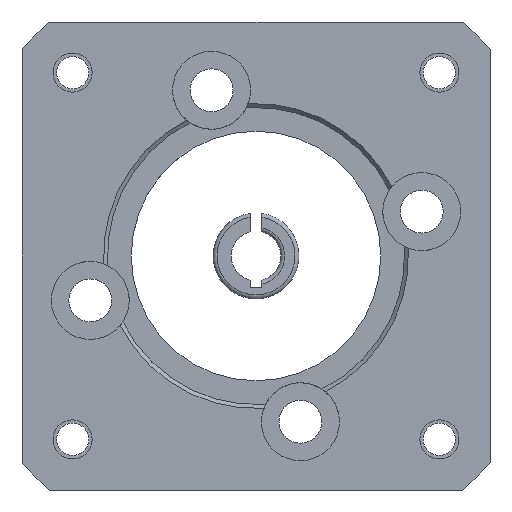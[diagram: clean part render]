
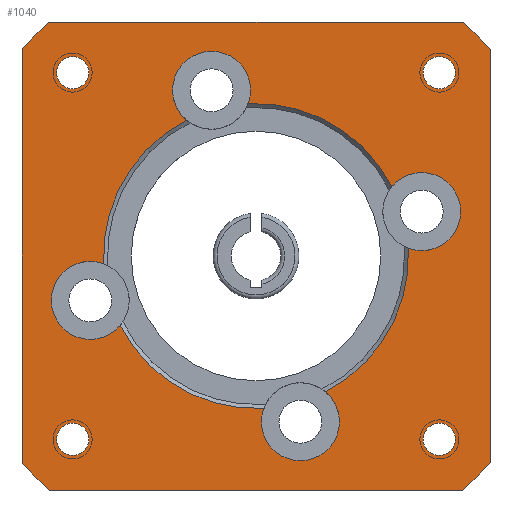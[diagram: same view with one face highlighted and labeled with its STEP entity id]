
A CAD part, left-side view. The second image highlights one B-rep face of the part: STEP entity #1040.
In plain terms, the highlighted face is planar.
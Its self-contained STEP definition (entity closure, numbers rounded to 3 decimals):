
#1=CARTESIAN_POINT('',(0.,0.,0.));
#2=DIRECTION('',(0.,0.,1.));
#3=DIRECTION('',(0.75,0.661,0.));
#4=AXIS2_PLACEMENT_3D('',#1,#2,#3);
#6=DIRECTION('',(-1.,0.,0.));
#7=VECTOR('',#6,52.915);
#8=CARTESIAN_POINT('',(26.458,30.,0.));
#9=LINE('',#8,#7);
#10=CARTESIAN_POINT('',(0.,0.,0.));
#11=DIRECTION('',(0.,0.,1.));
#12=DIRECTION('',(-0.661,0.75,0.));
#13=AXIS2_PLACEMENT_3D('',#10,#11,#12);
#15=DIRECTION('',(0.,-1.,0.));
#16=VECTOR('',#15,52.915);
#17=CARTESIAN_POINT('',(-30.,26.458,0.));
#18=LINE('',#17,#16);
#19=CARTESIAN_POINT('',(0.,0.,0.));
#20=DIRECTION('',(0.,0.,1.));
#21=DIRECTION('',(-0.75,-0.661,0.));
#22=AXIS2_PLACEMENT_3D('',#19,#20,#21);
#24=DIRECTION('',(1.,0.,0.));
#25=VECTOR('',#24,52.915);
#26=CARTESIAN_POINT('',(-26.458,-30.,0.));
#27=LINE('',#26,#25);
#28=CARTESIAN_POINT('',(0.,0.,0.));
#29=DIRECTION('',(0.,0.,1.));
#30=DIRECTION('',(0.661,-0.75,0.));
#31=AXIS2_PLACEMENT_3D('',#28,#29,#30);
#33=DIRECTION('',(0.,1.,0.));
#34=VECTOR('',#33,52.915);
#35=CARTESIAN_POINT('',(30.,-26.458,0.));
#36=LINE('',#35,#34);
#37=CARTESIAN_POINT('',(21.25,-5.694,0.));
#38=DIRECTION('',(0.,0.,1.));
#39=DIRECTION('',(1.,0.,0.));
#40=AXIS2_PLACEMENT_3D('',#37,#38,#39);
#42=CARTESIAN_POINT('',(21.25,-5.694,0.));
#43=DIRECTION('',(0.,0.,1.));
#44=DIRECTION('',(-0.768,-0.64,0.));
#45=AXIS2_PLACEMENT_3D('',#42,#43,#44);
#47=CARTESIAN_POINT('',(-5.694,-21.25,0.));
#48=DIRECTION('',(0.,0.,1.));
#49=DIRECTION('',(1.,0.,0.));
#50=AXIS2_PLACEMENT_3D('',#47,#48,#49);
#52=CARTESIAN_POINT('',(-5.694,-21.25,0.));
#53=DIRECTION('',(0.,0.,1.));
#54=DIRECTION('',(-1.,0.,0.));
#55=AXIS2_PLACEMENT_3D('',#52,#53,#54);
#57=CARTESIAN_POINT('',(-5.694,-21.25,0.));
#58=DIRECTION('',(0.,0.,1.));
#59=DIRECTION('',(-0.64,0.768,0.));
#60=AXIS2_PLACEMENT_3D('',#57,#58,#59);
#62=CARTESIAN_POINT('',(-21.25,5.694,0.));
#63=DIRECTION('',(0.,0.,1.));
#64=DIRECTION('',(-1.,0.,0.));
#65=AXIS2_PLACEMENT_3D('',#62,#63,#64);
#67=CARTESIAN_POINT('',(-21.25,5.694,0.));
#68=DIRECTION('',(0.,0.,1.));
#69=DIRECTION('',(0.768,0.64,0.));
#70=AXIS2_PLACEMENT_3D('',#67,#68,#69);
#72=CARTESIAN_POINT('',(5.694,21.25,0.));
#73=DIRECTION('',(0.,0.,1.));
#74=DIRECTION('',(-1.,0.,0.));
#75=AXIS2_PLACEMENT_3D('',#72,#73,#74);
#77=CARTESIAN_POINT('',(5.694,21.25,0.));
#78=DIRECTION('',(0.,0.,1.));
#79=DIRECTION('',(1.,0.,0.));
#80=AXIS2_PLACEMENT_3D('',#77,#78,#79);
#82=CARTESIAN_POINT('',(5.694,21.25,0.));
#83=DIRECTION('',(0.,0.,1.));
#84=DIRECTION('',(0.64,-0.768,0.));
#85=AXIS2_PLACEMENT_3D('',#82,#83,#84);
#87=CARTESIAN_POINT('',(-23.511,-23.511,0.));
#88=DIRECTION('',(0.,0.,1.));
#89=DIRECTION('',(1.,0.,0.));
#90=AXIS2_PLACEMENT_3D('',#87,#88,#89);
#92=CARTESIAN_POINT('',(-23.511,-23.511,0.));
#93=DIRECTION('',(0.,0.,1.));
#94=DIRECTION('',(-1.,0.,0.));
#95=AXIS2_PLACEMENT_3D('',#92,#93,#94);
#97=CARTESIAN_POINT('',(-23.511,23.511,0.));
#98=DIRECTION('',(0.,0.,1.));
#99=DIRECTION('',(1.,0.,0.));
#100=AXIS2_PLACEMENT_3D('',#97,#98,#99);
#102=CARTESIAN_POINT('',(-23.511,23.511,0.));
#103=DIRECTION('',(0.,0.,1.));
#104=DIRECTION('',(-1.,0.,0.));
#105=AXIS2_PLACEMENT_3D('',#102,#103,#104);
#107=CARTESIAN_POINT('',(23.511,23.511,0.));
#108=DIRECTION('',(0.,0.,1.));
#109=DIRECTION('',(1.,0.,0.));
#110=AXIS2_PLACEMENT_3D('',#107,#108,#109);
#112=CARTESIAN_POINT('',(23.511,23.511,0.));
#113=DIRECTION('',(0.,0.,1.));
#114=DIRECTION('',(-1.,0.,0.));
#115=AXIS2_PLACEMENT_3D('',#112,#113,#114);
#117=CARTESIAN_POINT('',(23.511,-23.511,0.));
#118=DIRECTION('',(0.,0.,1.));
#119=DIRECTION('',(1.,0.,0.));
#120=AXIS2_PLACEMENT_3D('',#117,#118,#119);
#122=CARTESIAN_POINT('',(23.511,-23.511,0.));
#123=DIRECTION('',(0.,0.,1.));
#124=DIRECTION('',(-1.,0.,0.));
#125=AXIS2_PLACEMENT_3D('',#122,#123,#124);
#504=CARTESIAN_POINT('',(0.,0.,0.));
#505=DIRECTION('',(0.,0.,1.));
#506=DIRECTION('',(-0.999,0.051,0.));
#507=AXIS2_PLACEMENT_3D('',#504,#505,#506);
#528=CARTESIAN_POINT('',(0.,0.,0.));
#529=DIRECTION('',(0.,0.,1.));
#530=DIRECTION('',(0.051,0.999,0.));
#531=AXIS2_PLACEMENT_3D('',#528,#529,#530);
#552=CARTESIAN_POINT('',(0.,0.,0.));
#553=DIRECTION('',(0.,0.,1.));
#554=DIRECTION('',(0.999,-0.051,0.));
#555=AXIS2_PLACEMENT_3D('',#552,#553,#554);
#588=CARTESIAN_POINT('',(0.,0.,0.));
#589=DIRECTION('',(0.,0.,1.));
#590=DIRECTION('',(-0.051,-0.999,0.));
#591=AXIS2_PLACEMENT_3D('',#588,#589,#590);
#761=CARTESIAN_POINT('',(30.,26.458,0.));
#762=CARTESIAN_POINT('',(26.458,30.,0.));
#763=VERTEX_POINT('',#761);
#764=VERTEX_POINT('',#762);
#765=CARTESIAN_POINT('',(-26.458,30.,0.));
#766=CARTESIAN_POINT('',(-30.,26.458,0.));
#767=VERTEX_POINT('',#765);
#768=VERTEX_POINT('',#766);
#769=CARTESIAN_POINT('',(-30.,-26.458,0.));
#770=CARTESIAN_POINT('',(-26.458,-30.,0.));
#771=VERTEX_POINT('',#769);
#772=VERTEX_POINT('',#770);
#773=CARTESIAN_POINT('',(26.458,-30.,0.));
#774=CARTESIAN_POINT('',(30.,-26.458,0.));
#775=VERTEX_POINT('',#773);
#776=VERTEX_POINT('',#774);
#813=CARTESIAN_POINT('',(-0.694,-21.25,0.));
#814=VERTEX_POINT('',#813);
#815=CARTESIAN_POINT('',(-10.694,-21.25,0.));
#816=VERTEX_POINT('',#815);
#835=CARTESIAN_POINT('',(-26.25,5.694,0.));
#836=VERTEX_POINT('',#835);
#853=CARTESIAN_POINT('',(10.694,21.25,0.));
#854=VERTEX_POINT('',#853);
#855=CARTESIAN_POINT('',(0.694,21.25,0.));
#856=VERTEX_POINT('',#855);
#875=CARTESIAN_POINT('',(26.25,-5.694,0.));
#876=VERTEX_POINT('',#875);
#885=CARTESIAN_POINT('',(-21.437,-23.511,0.));
#886=CARTESIAN_POINT('',(-25.586,-23.511,0.));
#887=VERTEX_POINT('',#885);
#888=VERTEX_POINT('',#886);
#899=CARTESIAN_POINT('',(-17.409,8.895,0.));
#900=VERTEX_POINT('',#899);
#901=CARTESIAN_POINT('',(-19.524,1.001,0.));
#902=VERTEX_POINT('',#901);
#907=CARTESIAN_POINT('',(19.524,-1.001,0.));
#908=VERTEX_POINT('',#907);
#909=CARTESIAN_POINT('',(17.409,-8.895,0.));
#910=VERTEX_POINT('',#909);
#915=CARTESIAN_POINT('',(-1.001,-19.524,0.));
#916=VERTEX_POINT('',#915);
#919=CARTESIAN_POINT('',(1.001,19.524,0.));
#920=VERTEX_POINT('',#919);
#923=CARTESIAN_POINT('',(-8.895,-17.409,0.));
#924=VERTEX_POINT('',#923);
#927=CARTESIAN_POINT('',(8.895,17.409,0.));
#928=VERTEX_POINT('',#927);
#939=CARTESIAN_POINT('',(-21.437,23.511,0.));
#940=CARTESIAN_POINT('',(-25.586,23.511,0.));
#941=VERTEX_POINT('',#939);
#942=VERTEX_POINT('',#940);
#947=CARTESIAN_POINT('',(25.586,23.511,0.));
#948=CARTESIAN_POINT('',(21.437,23.511,0.));
#949=VERTEX_POINT('',#947);
#950=VERTEX_POINT('',#948);
#955=CARTESIAN_POINT('',(25.586,-23.511,0.));
#956=CARTESIAN_POINT('',(21.437,-23.511,0.));
#957=VERTEX_POINT('',#955);
#958=VERTEX_POINT('',#956);
#963=CARTESIAN_POINT('',(0.,0.,0.));
#964=DIRECTION('',(0.,0.,1.));
#965=DIRECTION('',(1.,0.,0.));
#966=AXIS2_PLACEMENT_3D('',#963,#964,#965);
#967=PLANE('',#966);
#969=ORIENTED_EDGE('',*,*,#968,.T.);
#971=ORIENTED_EDGE('',*,*,#970,.T.);
#973=ORIENTED_EDGE('',*,*,#972,.T.);
#975=ORIENTED_EDGE('',*,*,#974,.T.);
#977=ORIENTED_EDGE('',*,*,#976,.T.);
#979=ORIENTED_EDGE('',*,*,#978,.T.);
#981=ORIENTED_EDGE('',*,*,#980,.T.);
#983=ORIENTED_EDGE('',*,*,#982,.T.);
#984=EDGE_LOOP('',(#969,#971,#973,#975,#977,#979,#981,#983));
#985=FACE_OUTER_BOUND('',#984,.F.);
#987=ORIENTED_EDGE('',*,*,#986,.F.);
#989=ORIENTED_EDGE('',*,*,#988,.F.);
#991=ORIENTED_EDGE('',*,*,#990,.F.);
#993=ORIENTED_EDGE('',*,*,#992,.F.);
#995=ORIENTED_EDGE('',*,*,#994,.F.);
#997=ORIENTED_EDGE('',*,*,#996,.F.);
#999=ORIENTED_EDGE('',*,*,#998,.F.);
#1001=ORIENTED_EDGE('',*,*,#1000,.F.);
#1003=ORIENTED_EDGE('',*,*,#1002,.F.);
#1005=ORIENTED_EDGE('',*,*,#1004,.F.);
#1007=ORIENTED_EDGE('',*,*,#1006,.F.);
#1009=ORIENTED_EDGE('',*,*,#1008,.F.);
#1011=ORIENTED_EDGE('',*,*,#1010,.F.);
#1013=ORIENTED_EDGE('',*,*,#1012,.F.);
#1014=EDGE_LOOP('',(#987,#989,#991,#993,#995,#997,#999,#1001,#1003,#1005,#1007,
#1009,#1011,#1013));
#1015=FACE_BOUND('',#1014,.F.);
#1017=ORIENTED_EDGE('',*,*,#1016,.F.);
#1019=ORIENTED_EDGE('',*,*,#1018,.F.);
#1020=EDGE_LOOP('',(#1017,#1019));
#1021=FACE_BOUND('',#1020,.F.);
#1023=ORIENTED_EDGE('',*,*,#1022,.F.);
#1025=ORIENTED_EDGE('',*,*,#1024,.F.);
#1026=EDGE_LOOP('',(#1023,#1025));
#1027=FACE_BOUND('',#1026,.F.);
#1029=ORIENTED_EDGE('',*,*,#1028,.F.);
#1031=ORIENTED_EDGE('',*,*,#1030,.F.);
#1032=EDGE_LOOP('',(#1029,#1031));
#1033=FACE_BOUND('',#1032,.F.);
#1035=ORIENTED_EDGE('',*,*,#1034,.F.);
#1037=ORIENTED_EDGE('',*,*,#1036,.F.);
#1038=EDGE_LOOP('',(#1035,#1037));
#1039=FACE_BOUND('',#1038,.F.);
#1040=ADVANCED_FACE('',(#985,#1015,#1021,#1027,#1033,#1039),#967,.F.);
#5=CIRCLE('',#4,40.);
#14=CIRCLE('',#13,40.);
#23=CIRCLE('',#22,40.);
#32=CIRCLE('',#31,40.);
#41=CIRCLE('',#40,5.);
#46=CIRCLE('',#45,5.);
#51=CIRCLE('',#50,5.);
#56=CIRCLE('',#55,5.);
#61=CIRCLE('',#60,5.);
#66=CIRCLE('',#65,5.);
#71=CIRCLE('',#70,5.);
#76=CIRCLE('',#75,5.);
#81=CIRCLE('',#80,5.);
#86=CIRCLE('',#85,5.);
#91=CIRCLE('',#90,2.075);
#96=CIRCLE('',#95,2.075);
#101=CIRCLE('',#100,2.075);
#106=CIRCLE('',#105,2.075);
#111=CIRCLE('',#110,2.075);
#116=CIRCLE('',#115,2.075);
#121=CIRCLE('',#120,2.075);
#126=CIRCLE('',#125,2.075);
#508=CIRCLE('',#507,19.55);
#532=CIRCLE('',#531,19.55);
#556=CIRCLE('',#555,19.55);
#592=CIRCLE('',#591,19.55);
#968=EDGE_CURVE('',#763,#764,#5,.T.);
#970=EDGE_CURVE('',#764,#767,#9,.T.);
#972=EDGE_CURVE('',#767,#768,#14,.T.);
#974=EDGE_CURVE('',#768,#771,#18,.T.);
#976=EDGE_CURVE('',#771,#772,#23,.T.);
#978=EDGE_CURVE('',#772,#775,#27,.T.);
#980=EDGE_CURVE('',#775,#776,#32,.T.);
#982=EDGE_CURVE('',#776,#763,#36,.T.);
#986=EDGE_CURVE('',#876,#908,#41,.T.);
#988=EDGE_CURVE('',#910,#876,#46,.T.);
#990=EDGE_CURVE('',#916,#910,#592,.T.);
#992=EDGE_CURVE('',#814,#916,#51,.T.);
#994=EDGE_CURVE('',#816,#814,#56,.T.);
#996=EDGE_CURVE('',#924,#816,#61,.T.);
#998=EDGE_CURVE('',#902,#924,#508,.T.);
#1000=EDGE_CURVE('',#836,#902,#66,.T.);
#1002=EDGE_CURVE('',#900,#836,#71,.T.);
#1004=EDGE_CURVE('',#920,#900,#532,.T.);
#1006=EDGE_CURVE('',#856,#920,#76,.T.);
#1008=EDGE_CURVE('',#854,#856,#81,.T.);
#1010=EDGE_CURVE('',#928,#854,#86,.T.);
#1012=EDGE_CURVE('',#908,#928,#556,.T.);
#1016=EDGE_CURVE('',#887,#888,#91,.T.);
#1018=EDGE_CURVE('',#888,#887,#96,.T.);
#1022=EDGE_CURVE('',#941,#942,#101,.T.);
#1024=EDGE_CURVE('',#942,#941,#106,.T.);
#1028=EDGE_CURVE('',#949,#950,#111,.T.);
#1030=EDGE_CURVE('',#950,#949,#116,.T.);
#1034=EDGE_CURVE('',#957,#958,#121,.T.);
#1036=EDGE_CURVE('',#958,#957,#126,.T.);
